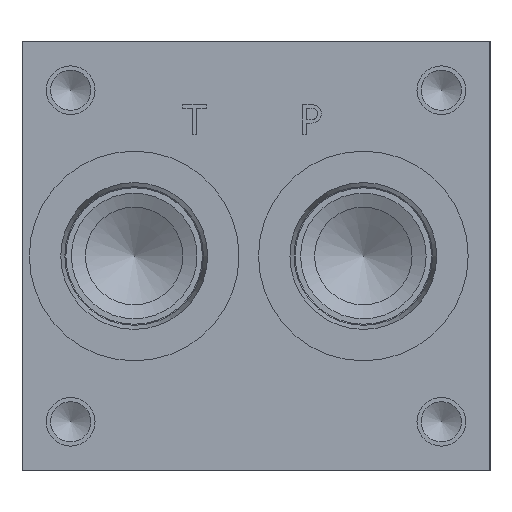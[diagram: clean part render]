
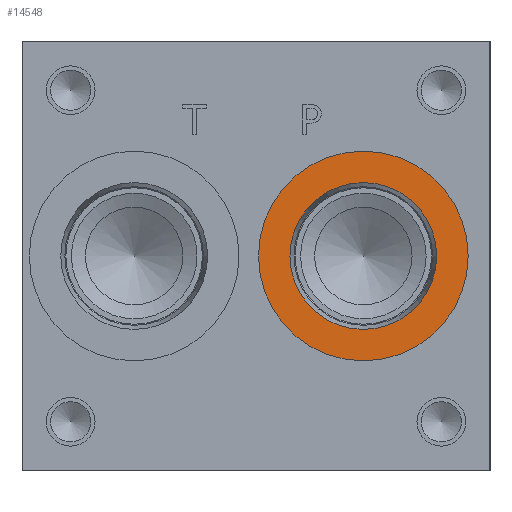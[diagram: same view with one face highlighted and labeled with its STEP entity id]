
A CAD part, left-side view. The second image highlights one B-rep face of the part: STEP entity #14548.
In plain terms, the highlighted planar face has unit normal (-1, 0, 0).
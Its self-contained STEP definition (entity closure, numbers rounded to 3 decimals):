
#391=CIRCLE('',#15317,17.069);
#392=CIRCLE('',#15318,17.069);
#393=CIRCLE('',#15320,11.951);
#394=CIRCLE('',#15321,11.951);
#821=FACE_BOUND('',#2744,.T.);
#1906=FACE_OUTER_BOUND('',#2743,.T.);
#2743=EDGE_LOOP('',(#11999,#12000));
#2744=EDGE_LOOP('',(#12001,#12002));
#6572=VERTEX_POINT('',#24456);
#6573=VERTEX_POINT('',#24458);
#6574=VERTEX_POINT('',#24462);
#6575=VERTEX_POINT('',#24463);
#8491=EDGE_CURVE('',#6572,#6573,#391,.T.);
#8492=EDGE_CURVE('',#6573,#6572,#392,.T.);
#8493=EDGE_CURVE('',#6574,#6575,#393,.T.);
#8494=EDGE_CURVE('',#6575,#6574,#394,.T.);
#11999=ORIENTED_EDGE('',*,*,#8492,.F.);
#12000=ORIENTED_EDGE('',*,*,#8491,.F.);
#12001=ORIENTED_EDGE('',*,*,#8493,.T.);
#12002=ORIENTED_EDGE('',*,*,#8494,.T.);
#13501=PLANE('',#15319);
#14548=ADVANCED_FACE('',(#1906,#821),#13501,.F.);
#15317=AXIS2_PLACEMENT_3D('',#24459,#18018,#18019);
#15318=AXIS2_PLACEMENT_3D('',#24460,#18020,#18021);
#15319=AXIS2_PLACEMENT_3D('',#24461,#18022,#18023);
#15320=AXIS2_PLACEMENT_3D('',#24464,#18024,#18025);
#15321=AXIS2_PLACEMENT_3D('',#24465,#18026,#18027);
#18018=DIRECTION('center_axis',(1.,0.,0.));
#18019=DIRECTION('ref_axis',(0.,0.,-1.));
#18020=DIRECTION('center_axis',(1.,0.,0.));
#18021=DIRECTION('ref_axis',(0.,0.,-1.));
#18022=DIRECTION('center_axis',(1.,0.,0.));
#18023=DIRECTION('ref_axis',(0.,0.,-1.));
#18024=DIRECTION('center_axis',(1.,0.,0.));
#18025=DIRECTION('ref_axis',(0.,0.,-1.));
#18026=DIRECTION('center_axis',(1.,0.,0.));
#18027=DIRECTION('ref_axis',(0.,0.,-1.));
#24456=CARTESIAN_POINT('',(0.787,20.625,17.856));
#24458=CARTESIAN_POINT('',(0.787,20.625,51.994));
#24459=CARTESIAN_POINT('Origin',(0.787,20.625,34.925));
#24460=CARTESIAN_POINT('Origin',(0.787,20.625,34.925));
#24461=CARTESIAN_POINT('Origin',(0.787,20.625,46.876));
#24462=CARTESIAN_POINT('',(0.787,20.625,46.876));
#24463=CARTESIAN_POINT('',(0.787,20.625,22.974));
#24464=CARTESIAN_POINT('Origin',(0.787,20.625,34.925));
#24465=CARTESIAN_POINT('Origin',(0.787,20.625,34.925));
